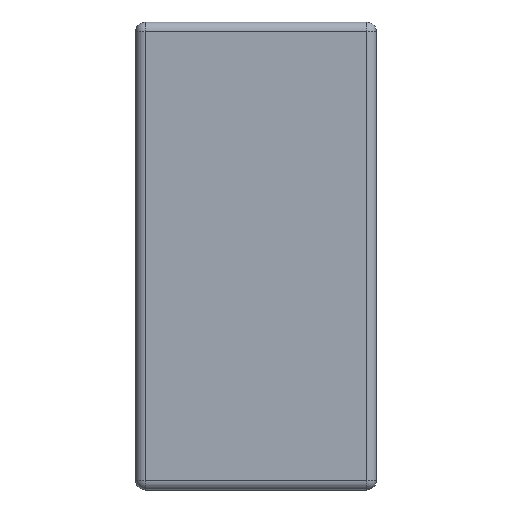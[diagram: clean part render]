
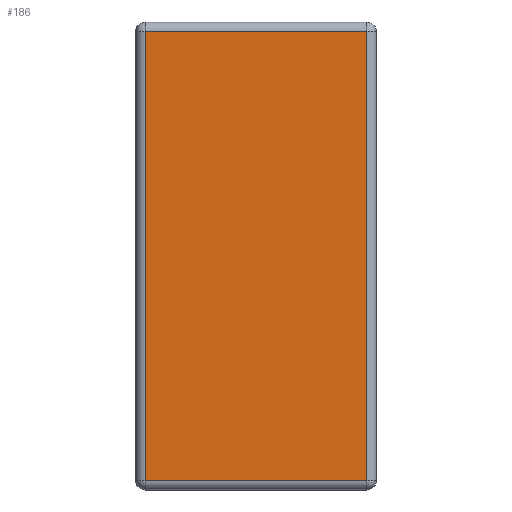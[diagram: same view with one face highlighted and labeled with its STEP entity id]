
A CAD part, left-side view. The second image highlights one B-rep face of the part: STEP entity #186.
In plain terms, the highlighted planar face has unit normal (-1, 0, 0).
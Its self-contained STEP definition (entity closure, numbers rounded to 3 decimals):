
#141 = CARTESIAN_POINT ( 'NONE',  ( 0., 0., 0. ) ) ;
#186 = ADVANCED_FACE ( 'NONE', ( #2274 ), #835, .T. ) ;
#226 = EDGE_CURVE ( 'NONE', #3215, #1879, #2249, .T. ) ;
#317 = ORIENTED_EDGE ( 'NONE', *, *, #1005, .T. ) ;
#356 = CARTESIAN_POINT ( 'NONE',  ( 0., 1.727, -3.427 ) ) ;
#510 = DIRECTION ( 'NONE',  ( 0., 0., 1. ) ) ;
#517 = AXIS2_PLACEMENT_3D ( 'NONE', #141, #4393, #510 ) ;
#710 = EDGE_CURVE ( 'NONE', #1835, #3215, #4177, .T. ) ;
#751 = ORIENTED_EDGE ( 'NONE', *, *, #2797, .T. ) ;
#835 = PLANE ( 'NONE',  #517 ) ;
#1005 = EDGE_CURVE ( 'NONE', #2679, #1835, #3104, .T. ) ;
#1389 = VECTOR ( 'NONE', #3046, 1000. ) ;
#1595 = CARTESIAN_POINT ( 'NONE',  ( 0., 1.727, -3.5 ) ) ;
#1635 = VECTOR ( 'NONE', #2434, 1000. ) ;
#1777 = CARTESIAN_POINT ( 'NONE',  ( 0., 0.073, -0.073 ) ) ;
#1800 = CARTESIAN_POINT ( 'NONE',  ( 0., 0.073, 0. ) ) ;
#1835 = VERTEX_POINT ( 'NONE', #1777 ) ;
#1879 = VERTEX_POINT ( 'NONE', #356 ) ;
#2249 = LINE ( 'NONE', #1595, #1389 ) ;
#2251 = VECTOR ( 'NONE', #3266, 1000. ) ;
#2274 = FACE_OUTER_BOUND ( 'NONE', #3827, .T. ) ;
#2296 = CARTESIAN_POINT ( 'NONE',  ( 0., 1.727, -0.073 ) ) ;
#2333 = CARTESIAN_POINT ( 'NONE',  ( 0., 1.8, -0.073 ) ) ;
#2434 = DIRECTION ( 'NONE',  ( 0., -1., 0. ) ) ;
#2609 = LINE ( 'NONE', #2778, #1635 ) ;
#2679 = VERTEX_POINT ( 'NONE', #3060 ) ;
#2778 = CARTESIAN_POINT ( 'NONE',  ( 0., 0., -3.427 ) ) ;
#2790 = ORIENTED_EDGE ( 'NONE', *, *, #710, .T. ) ;
#2797 = EDGE_CURVE ( 'NONE', #1879, #2679, #2609, .T. ) ;
#3046 = DIRECTION ( 'NONE',  ( 0., 0., -1. ) ) ;
#3060 = CARTESIAN_POINT ( 'NONE',  ( 0., 0.073, -3.427 ) ) ;
#3104 = LINE ( 'NONE', #1800, #2251 ) ;
#3215 = VERTEX_POINT ( 'NONE', #2296 ) ;
#3266 = DIRECTION ( 'NONE',  ( 0., 0., 1. ) ) ;
#3774 = DIRECTION ( 'NONE',  ( 0., 1., 0. ) ) ;
#3827 = EDGE_LOOP ( 'NONE', ( #751, #317, #2790, #4639 ) ) ;
#3904 = VECTOR ( 'NONE', #3774, 1000. ) ;
#4177 = LINE ( 'NONE', #2333, #3904 ) ;
#4393 = DIRECTION ( 'NONE',  ( -1., 0., 0. ) ) ;
#4639 = ORIENTED_EDGE ( 'NONE', *, *, #226, .T. ) ;
